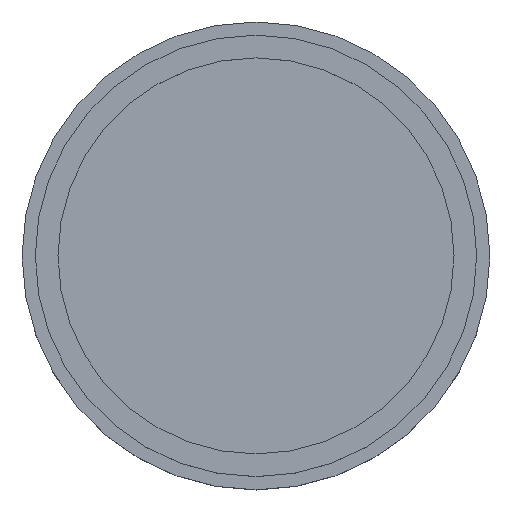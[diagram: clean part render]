
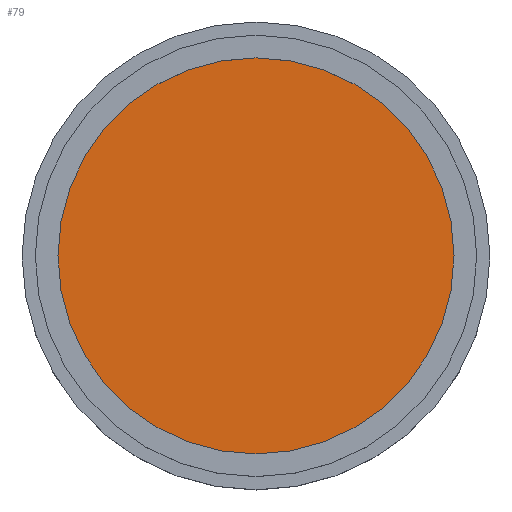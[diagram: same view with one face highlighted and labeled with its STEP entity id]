
A CAD part, top view. The second image highlights one B-rep face of the part: STEP entity #79.
In plain terms, the highlighted planar face has unit normal (0, 0, 1).
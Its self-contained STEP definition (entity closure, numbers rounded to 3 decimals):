
#15=PLANE('',#105);
#27=ORIENTED_EDGE('',*,*,#33,.F.);
#33=EDGE_CURVE('',#39,#39,#45,.T.);
#39=VERTEX_POINT('',#152);
#45=CIRCLE('',#104,194.7);
#57=EDGE_LOOP('',(#27));
#69=FACE_BOUND('',#57,.T.);
#79=ADVANCED_FACE('',(#69),#15,.F.);
#104=AXIS2_PLACEMENT_3D('',#151,#130,#131);
#105=AXIS2_PLACEMENT_3D('',#153,#132,#133);
#130=DIRECTION('',(0.,0.,-1.));
#131=DIRECTION('',(0.,1.,0.));
#132=DIRECTION('',(0.,0.,-1.));
#133=DIRECTION('',(-1.,0.,0.));
#151=CARTESIAN_POINT('',(0.,0.,94.));
#152=CARTESIAN_POINT('',(0.,194.7,94.));
#153=CARTESIAN_POINT('',(0.,0.,94.));
